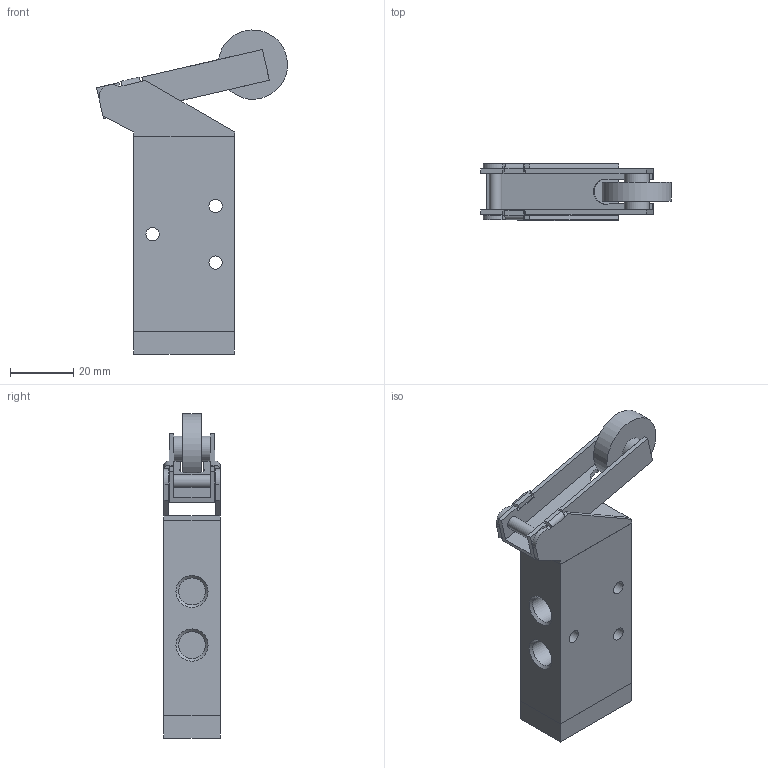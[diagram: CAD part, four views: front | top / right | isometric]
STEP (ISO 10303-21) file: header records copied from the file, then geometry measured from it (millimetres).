
FILE_DESCRIPTION((''),'2;1');
FILE_NAME('228_52_2_1-1.stp','2006-12-19T11:41:08',('rivolro1'),(''),'Autodesk Inventor 11','Autodesk Inventor 11','');
FILE_SCHEMA(('AUTOMOTIVE_DESIGN { 1 0 10303 214 1 1 1 1 }'));
Length unit declared in the file: millimetre
Products named in the file (3): 228_52_2_1-1; 228_52_2_1-1(A); 228_52_2_1-1(B)
Assembly tree (2 placements, depth 2):
  228_52_2_1-1
    228_52_2_1-1(A)
    228_52_2_1-1(B)
Bounding box: 60.6 x 18 x 102.83 mm (x, y, z)
Volume: 43547.9 mm3; surface area: 17679.5 mm2
Topology: 3 solids, 3 shells, 99 faces, 226 edges, 143 vertices
Faces by surface type: plane 64, bspline 23, cylinder 12
Full cylindrical faces by diameter (mm): 4 x1, 4.25 x3, 8 x2, 22 x1
Entity records: 2924 total; most frequent: CARTESIAN_POINT 717, DIRECTION 416, ORIENTED_EDGE 410, EDGE_CURVE 205, VECTOR 156, LINE 156, VERTEX_POINT 143, EDGE_LOOP 140
